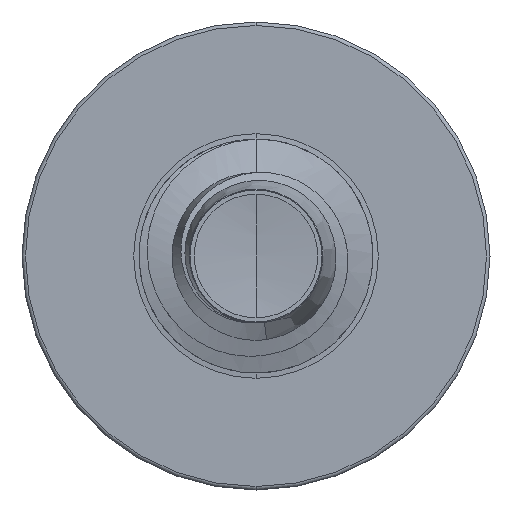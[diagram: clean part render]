
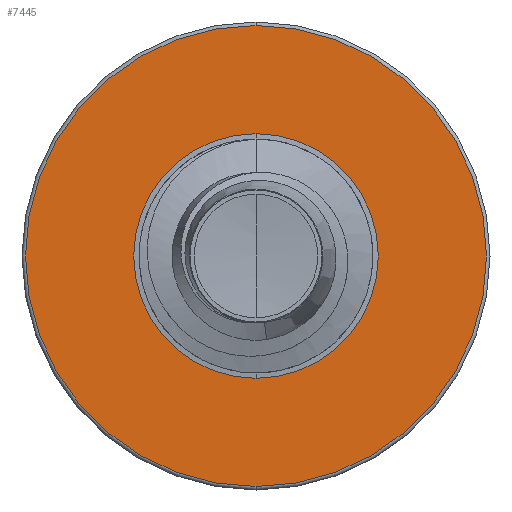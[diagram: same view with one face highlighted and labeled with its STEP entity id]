
A CAD part, front view. The second image highlights one B-rep face of the part: STEP entity #7445.
In plain terms, the highlighted planar face has unit normal (0, -1, 0).
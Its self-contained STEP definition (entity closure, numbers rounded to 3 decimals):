
#170 = DIRECTION ( 'NONE',  ( 0., 1., 0. ) ) ;
#383 = DIRECTION ( 'NONE',  ( 0., 1., 0. ) ) ;
#388 = FACE_OUTER_BOUND ( 'NONE', #4224, .T. ) ;
#741 = AXIS2_PLACEMENT_3D ( 'NONE', #5172, #170, #6013 ) ;
#1044 = EDGE_CURVE ( 'NONE', #10126, #7594, #2071, .T. ) ;
#1215 = CARTESIAN_POINT ( 'NONE',  ( 0., 2.5, 1.15 ) ) ;
#1402 = DIRECTION ( 'NONE',  ( 0., 1., 0. ) ) ;
#1605 = ORIENTED_EDGE ( 'NONE', *, *, #1802, .T. ) ;
#1802 = EDGE_CURVE ( 'NONE', #2377, #8081, #6563, .T. ) ;
#2071 = CIRCLE ( 'NONE', #741, 2.167 ) ;
#2243 = DIRECTION ( 'NONE',  ( 0., 1., 0. ) ) ;
#2377 = VERTEX_POINT ( 'NONE', #1215 ) ;
#2601 = FACE_BOUND ( 'NONE', #5263, .T. ) ;
#2660 = DIRECTION ( 'NONE',  ( 0., 1., 0. ) ) ;
#2829 = AXIS2_PLACEMENT_3D ( 'NONE', #6421, #1402, #7256 ) ;
#3132 = CIRCLE ( 'NONE', #2829, 2.167 ) ;
#3560 = ORIENTED_EDGE ( 'NONE', *, *, #7424, .F. ) ;
#4030 = CARTESIAN_POINT ( 'NONE',  ( 0., 2.5, -2.167 ) ) ;
#4224 = EDGE_LOOP ( 'NONE', ( #3560, #8007 ) ) ;
#4505 = AXIS2_PLACEMENT_3D ( 'NONE', #10605, #2243, #8085 ) ;
#4666 = EDGE_CURVE ( 'NONE', #8081, #2377, #9558, .T. ) ;
#5172 = CARTESIAN_POINT ( 'NONE',  ( 0., 2.5, 0. ) ) ;
#5263 = EDGE_LOOP ( 'NONE', ( #1605, #6048 ) ) ;
#5387 = CARTESIAN_POINT ( 'NONE',  ( 0., 2.5, 0. ) ) ;
#6013 = DIRECTION ( 'NONE',  ( 0., 0., 1. ) ) ;
#6048 = ORIENTED_EDGE ( 'NONE', *, *, #4666, .T. ) ;
#6227 = DIRECTION ( 'NONE',  ( 0., 0., 1. ) ) ;
#6421 = CARTESIAN_POINT ( 'NONE',  ( 0., 2.5, 0. ) ) ;
#6563 = CIRCLE ( 'NONE', #9503, 1.15 ) ;
#7256 = DIRECTION ( 'NONE',  ( 0., 0., 1. ) ) ;
#7368 = CARTESIAN_POINT ( 'NONE',  ( 0., 2.5, 2.167 ) ) ;
#7424 = EDGE_CURVE ( 'NONE', #7594, #10126, #3132, .T. ) ;
#7445 = ADVANCED_FACE ( 'NONE', ( #388, #2601 ), #8909, .F. ) ;
#7594 = VERTEX_POINT ( 'NONE', #7368 ) ;
#7675 = CARTESIAN_POINT ( 'NONE',  ( 0., 2.5, 0. ) ) ;
#8007 = ORIENTED_EDGE ( 'NONE', *, *, #1044, .F. ) ;
#8081 = VERTEX_POINT ( 'NONE', #8711 ) ;
#8085 = DIRECTION ( 'NONE',  ( 0., 0., 1. ) ) ;
#8517 = DIRECTION ( 'NONE',  ( 0., 0., 1. ) ) ;
#8711 = CARTESIAN_POINT ( 'NONE',  ( 0., 2.5, -1.15 ) ) ;
#8909 = PLANE ( 'NONE',  #4505 ) ;
#9503 = AXIS2_PLACEMENT_3D ( 'NONE', #7675, #2660, #8517 ) ;
#9558 = CIRCLE ( 'NONE', #9566, 1.15 ) ;
#9566 = AXIS2_PLACEMENT_3D ( 'NONE', #5387, #383, #6227 ) ;
#10126 = VERTEX_POINT ( 'NONE', #4030 ) ;
#10605 = CARTESIAN_POINT ( 'NONE',  ( 0., 2.5, -1.15 ) ) ;
